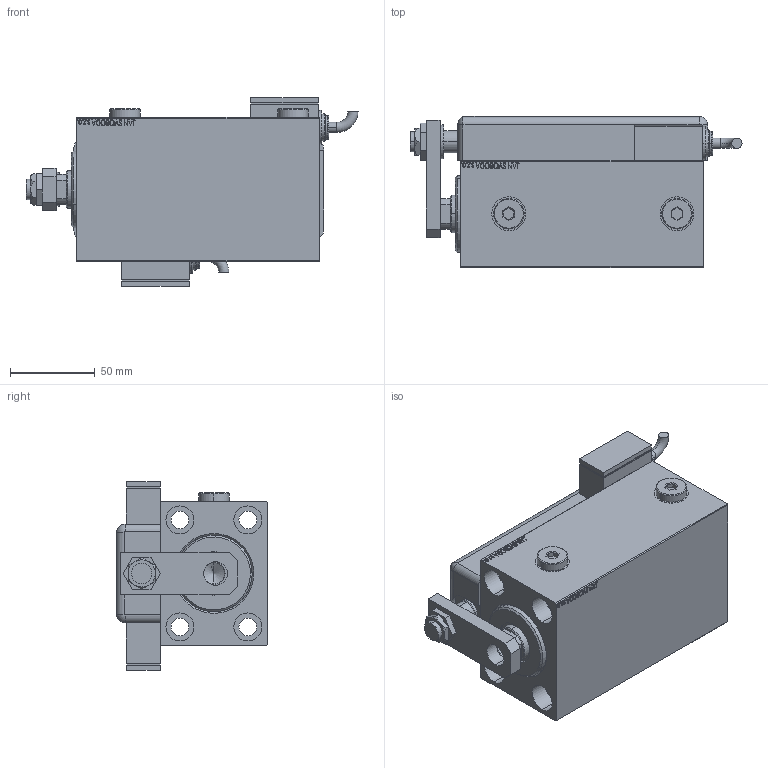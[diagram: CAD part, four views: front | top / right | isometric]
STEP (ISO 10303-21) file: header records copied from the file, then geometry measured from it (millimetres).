
FILE_DESCRIPTION (( 'STEP AP203' ), '1' );
FILE_NAME ('404e.STEP', '2024-02-12T08:36:11', ( '' ), ( '' ), 'SwSTEP 2.0', 'SolidWorks 2019', '' );
FILE_SCHEMA (( 'CONFIG_CONTROL_DESIGN' ));
Length unit declared in the file: millimetre
Products named in the file (14): V450CM_C_Body 8a2f1a631b50ddcea661ecd596816a53; SWITCH Q 8a2f1a631b50ddcea661ecd596816a53; V450CM_C_VCP 8a2f1a631b50ddcea661ecd596816a53; TYC 8a2f1a631b50ddcea661ecd596816a53; Zatka_OIL_PORT 8a2f1a631b50ddcea661ecd596816a53; NUT_D13 8a2f1a631b50ddcea661ecd596816a53; KRYT 8a2f1a631b50ddcea661ecd596816a53; SWITCH DIM A_G 8a2f1a631b50ddcea661ecd596816a53; 404e; V450CM_VC_B 8a2f1a631b50ddcea661ecd596816a53; SWITCH_Q_FRONT_BACK 8a2f1a631b50ddcea661ecd596816a53; NUT_D19 8a2f1a631b50ddcea661ecd596816a53; MAGNETIC SWITCH Q 8a2f1a631b50ddcea661ecd596816a53; ZARAZKA_Q 8a2f1a631b50ddcea661ecd596816a53
Assembly tree (15 placements, depth 3):
  404e
    V450CM_C_Body 8a2f1a631b50ddcea661ecd596816a53
    V450CM_C_VCP 8a2f1a631b50ddcea661ecd596816a53
    V450CM_VC_B 8a2f1a631b50ddcea661ecd596816a53
    MAGNETIC SWITCH Q 8a2f1a631b50ddcea661ecd596816a53
      SWITCH_Q_FRONT_BACK 8a2f1a631b50ddcea661ecd596816a53
      TYC 8a2f1a631b50ddcea661ecd596816a53
      ZARAZKA_Q 8a2f1a631b50ddcea661ecd596816a53
      SWITCH DIM A_G 8a2f1a631b50ddcea661ecd596816a53
      NUT_D19 8a2f1a631b50ddcea661ecd596816a53
      NUT_D13 8a2f1a631b50ddcea661ecd596816a53
      KRYT 8a2f1a631b50ddcea661ecd596816a53
      SWITCH Q 8a2f1a631b50ddcea661ecd596816a53  x2
    Zatka_OIL_PORT 8a2f1a631b50ddcea661ecd596816a53  x2
Bounding box: 195.46 x 88.8 x 111 mm (x, y, z)
Volume: 793619.6 mm3; surface area: 178585.8 mm2
Topology: 15 solids, 15 shells, 1300 faces, 3280 edges, 2159 vertices
Faces by surface type: plane 648, bspline 471, cylinder 131, cone 26, torus 22, sphere 2
Entity records: 60978 total; most frequent: CARTESIAN_POINT 32460, ORIENTED_EDGE 6284, DIRECTION 4044, EDGE_CURVE 3142, VERTEX_POINT 2075, LINE 1874, VECTOR 1874, EDGE_LOOP 1421
